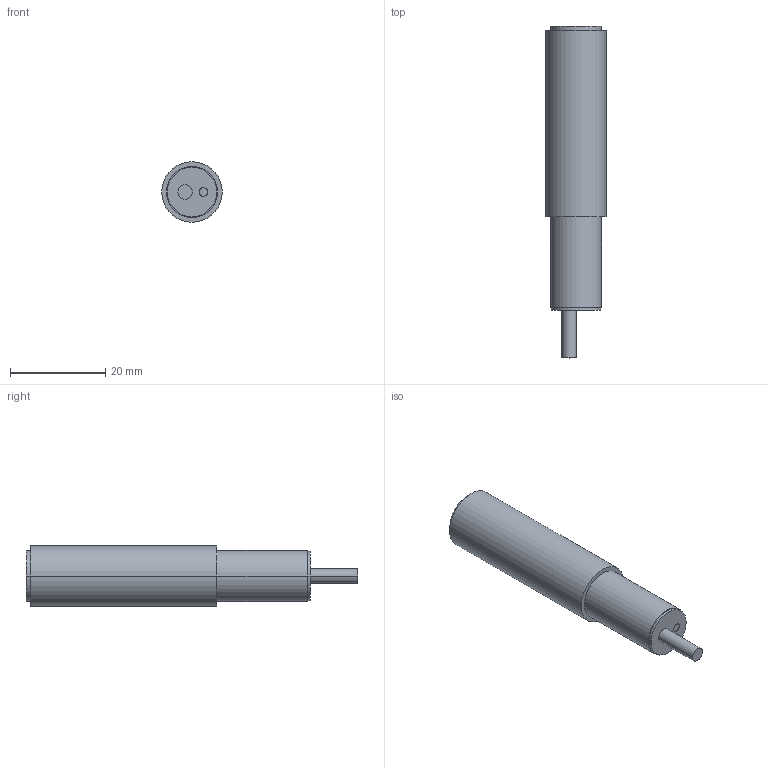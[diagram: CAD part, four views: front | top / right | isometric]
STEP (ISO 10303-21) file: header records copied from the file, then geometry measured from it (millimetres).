
FILE_DESCRIPTION((''),'2;1');
FILE_NAME('DM_CAD-2646','2017-06-19T',('creinig-se'),(''),'PRO/ENGINEER BY PARAMETRIC TECHNOLOGY CORPORATION, 2015440','PRO/ENGINEER BY PARAMETRIC TECHNOLOGY CORPORATION, 2015440','');
FILE_SCHEMA(('CONFIG_CONTROL_DESIGN'));
Length unit declared in the file: millimetre
Products named in the file (1): DM_CAD-2646
Bounding box: 12.69 x 69.6 x 12.69 mm (x, y, z)
Volume: 6851.5 mm3; surface area: 2594.4 mm2
Topology: 1 solids, 1 shells, 19 faces, 90 edges, 84 vertices
Faces by surface type: cylinder 12, plane 7
Entity records: 1312 total; most frequent: DIRECTION 170, CARTESIAN_POINT 134, PRESENTATION_STYLE_ASSIGNMENT 108, STYLED_ITEM 104, CURVE_STYLE 97, ORIENTED_EDGE 72, AXIS2_PLACEMENT_3D 60, TRIMMED_CURVE 54
